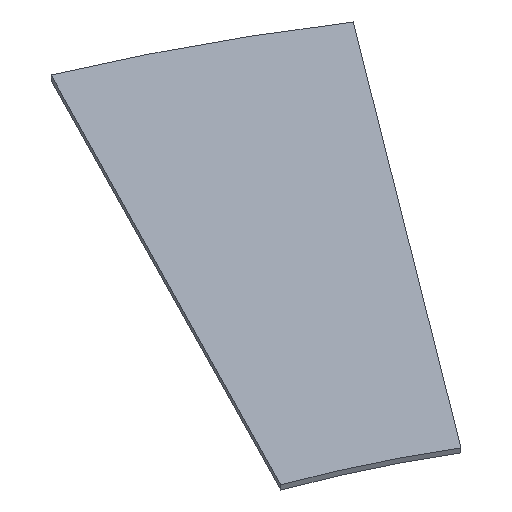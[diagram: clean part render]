
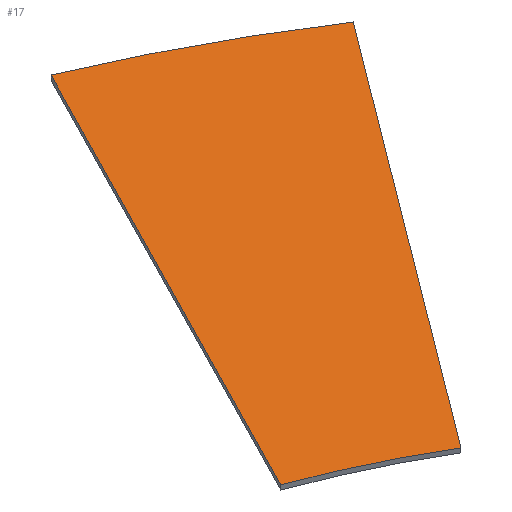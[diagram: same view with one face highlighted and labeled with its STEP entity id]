
A CAD part, isometric view. The second image highlights one B-rep face of the part: STEP entity #17.
In plain terms, the highlighted planar face has unit normal (0, 0, 1).
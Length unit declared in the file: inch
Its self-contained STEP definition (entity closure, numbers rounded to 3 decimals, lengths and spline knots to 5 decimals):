
#17=ADVANCED_FACE('',(#23),#97,.T.);
#23=FACE_OUTER_BOUND('',#29,.T.);
#29=EDGE_LOOP('',(#41,#42,#43,#44));
#41=ORIENTED_EDGE('',*,*,#59,.T.);
#42=ORIENTED_EDGE('',*,*,#65,.T.);
#43=ORIENTED_EDGE('',*,*,#64,.T.);
#44=ORIENTED_EDGE('',*,*,#63,.T.);
#59=EDGE_CURVE('',#86,#92,#78,.T.);
#63=EDGE_CURVE('',#90,#86,#71,.T.);
#64=EDGE_CURVE('',#91,#90,#80,.T.);
#65=EDGE_CURVE('',#92,#91,#72,.T.);
#71=(
BOUNDED_CURVE()
B_SPLINE_CURVE(2,(#183,#184,#185),.UNSPECIFIED.,.F.,.F.)
B_SPLINE_CURVE_WITH_KNOTS((3,3),(50.60352,80.73317),
 .UNSPECIFIED.)
CURVE()
GEOMETRIC_REPRESENTATION_ITEM()
RATIONAL_B_SPLINE_CURVE((1.,1.,1.))
REPRESENTATION_ITEM('')
);
#72=(
BOUNDED_CURVE()
B_SPLINE_CURVE(2,(#189,#190,#191),.UNSPECIFIED.,.F.,.F.)
B_SPLINE_CURVE_WITH_KNOTS((3,3),(7.74029,37.83692),
 .UNSPECIFIED.)
CURVE()
GEOMETRIC_REPRESENTATION_ITEM()
RATIONAL_B_SPLINE_CURVE((1.,1.,1.))
REPRESENTATION_ITEM('')
);
#78=TRIMMED_CURVE($,#82,(#172),(#173),.T.,.CARTESIAN.);
#80=TRIMMED_CURVE($,#84,(#187),(#188),.T.,.CARTESIAN.);
#82=CIRCLE('',#129,42.01386);
#84=CIRCLE('',#131,72.01386);
#86=VERTEX_POINT('',#159);
#90=VERTEX_POINT('',#163);
#91=VERTEX_POINT('',#164);
#92=VERTEX_POINT('',#165);
#97=PLANE('',#124);
#124=AXIS2_PLACEMENT_3D('',#154,#137,$);
#129=AXIS2_PLACEMENT_3D($,#171,#143,#144);
#131=AXIS2_PLACEMENT_3D($,#186,#147,#148);
#137=DIRECTION('',(0.,0.,1.));
#143=DIRECTION('',(0.,0.,-1.));
#144=DIRECTION('',(0.344,0.939,0.));
#147=DIRECTION('',(0.,0.,1.));
#148=DIRECTION('',(0.547,0.837,0.));
#154=CARTESIAN_POINT('',(245.56069,80.03564,0.25));
#159=CARTESIAN_POINT('',(245.80529,80.70323,0.25));
#163=CARTESIAN_POINT('',(259.52546,107.52771,0.25));
#164=CARTESIAN_POINT('',(270.77144,101.52043,0.25));
#165=CARTESIAN_POINT('',(252.78747,77.38779,0.25));
#171=CARTESIAN_POINT('',(231.35132,41.25393,0.25));
#172=CARTESIAN_POINT('',(245.80529,80.70323,0.25));
#173=CARTESIAN_POINT('',(252.78747,77.38779,0.25));
#183=CARTESIAN_POINT('',(259.52546,107.52771,0.25));
#184=CARTESIAN_POINT('',(252.66538,94.11547,0.25));
#185=CARTESIAN_POINT('',(245.80529,80.70323,0.25));
#186=CARTESIAN_POINT('',(231.35132,41.25393,0.25));
#187=CARTESIAN_POINT('',(270.77144,101.52043,0.25));
#188=CARTESIAN_POINT('',(259.52546,107.52771,0.25));
#189=CARTESIAN_POINT('',(252.78747,77.38779,0.25));
#190=CARTESIAN_POINT('',(261.77945,89.45411,0.25));
#191=CARTESIAN_POINT('',(270.77144,101.52043,0.25));
